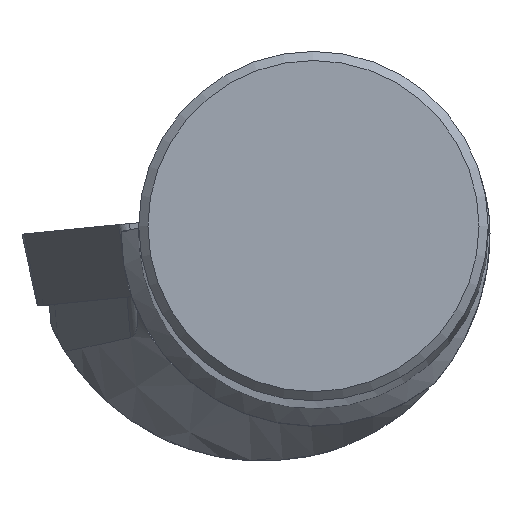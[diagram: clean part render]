
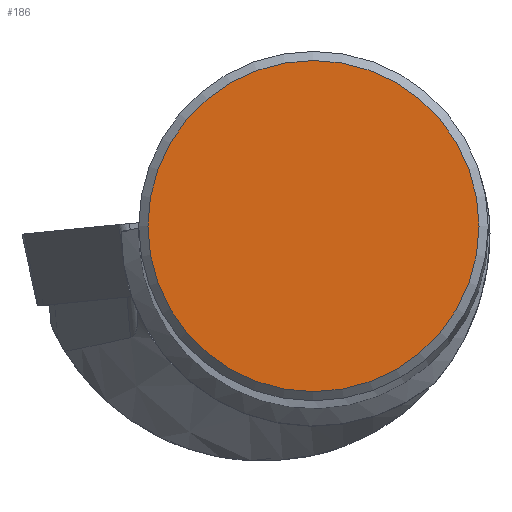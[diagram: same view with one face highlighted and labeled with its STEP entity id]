
A CAD part, top view. The second image highlights one B-rep face of the part: STEP entity #186.
In plain terms, the highlighted planar face has unit normal (0, 0, 1).
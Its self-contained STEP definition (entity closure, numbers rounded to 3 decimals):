
#146=FACE_OUTER_BOUND('',#360,.T.);
#186=ADVANCED_FACE('',(#146),#213,.T.);
#213=PLANE('',#948);
#360=EDGE_LOOP('',(#522));
#522=ORIENTED_EDGE('',*,*,#746,.T.);
#654=VERTEX_POINT('',#1625);
#746=EDGE_CURVE('',#654,#654,#791,.T.);
#791=CIRCLE('',#947,9.016);
#947=AXIS2_PLACEMENT_3D('',#1624,#1137,#1138);
#948=AXIS2_PLACEMENT_3D('',#1626,#1139,#1140);
#1137=DIRECTION('',(0.,0.,1.));
#1138=DIRECTION('',(1.,0.,0.));
#1139=DIRECTION('',(0.,0.,1.));
#1140=DIRECTION('',(1.,0.,0.));
#1624=CARTESIAN_POINT('',(0.,0.,0.));
#1625=CARTESIAN_POINT('',(9.016,0.,0.));
#1626=CARTESIAN_POINT('',(0.,0.,
0.));
